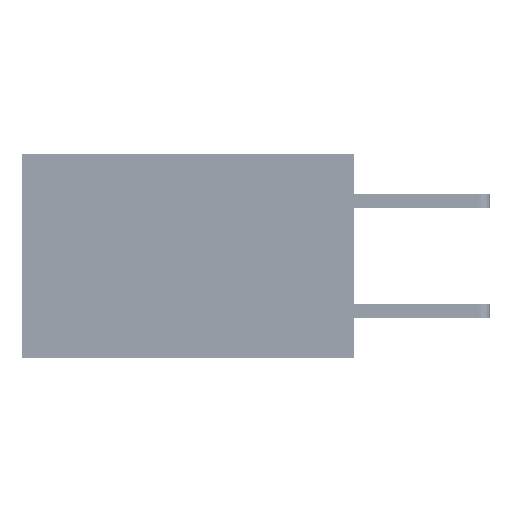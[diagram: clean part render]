
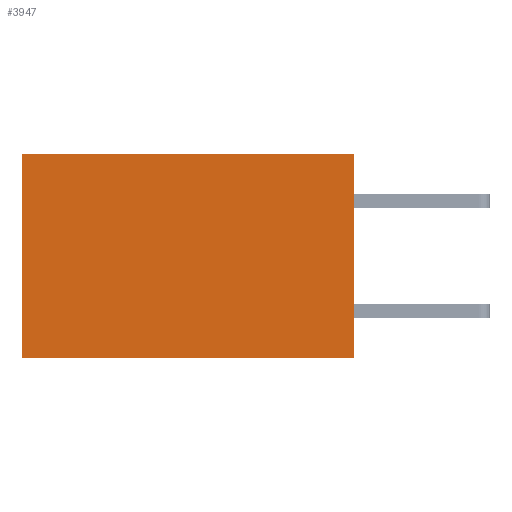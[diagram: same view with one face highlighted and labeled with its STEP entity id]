
A CAD part, left-side view. The second image highlights one B-rep face of the part: STEP entity #3947.
In plain terms, the highlighted planar face has unit normal (-1, 0, 0).
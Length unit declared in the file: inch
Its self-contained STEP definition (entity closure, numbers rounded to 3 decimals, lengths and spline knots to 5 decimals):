
#180 = FACE_OUTER_BOUND ( 'NONE', #28391, .T. ) ;
#511 = LINE ( 'NONE', #33814, #37757 ) ;
#1388 = ORIENTED_EDGE ( 'NONE', *, *, #37548, .T. ) ;
#2051 = VERTEX_POINT ( 'NONE', #16385 ) ;
#3947 = ADVANCED_FACE ( 'NONE', ( #180 ), #31967, .F. ) ;
#5804 = CARTESIAN_POINT ( 'NONE',  ( 0.2875, 0.6, -0.37 ) ) ;
#6374 = VECTOR ( 'NONE', #15061, 39.37008 ) ;
#7744 = VECTOR ( 'NONE', #17545, 39.37008 ) ;
#8282 = DIRECTION ( 'NONE',  ( 0., 1., 0. ) ) ;
#8827 = ORIENTED_EDGE ( 'NONE', *, *, #30492, .T. ) ;
#10331 = LINE ( 'NONE', #26753, #30349 ) ;
#14546 = CARTESIAN_POINT ( 'NONE',  ( 0.2875, 0., -0.37 ) ) ;
#14998 = ORIENTED_EDGE ( 'NONE', *, *, #38859, .F. ) ;
#15061 = DIRECTION ( 'NONE',  ( 0., 0., -1. ) ) ;
#15911 = AXIS2_PLACEMENT_3D ( 'NONE', #28164, #21932, #29083 ) ;
#16385 = CARTESIAN_POINT ( 'NONE',  ( 0.2875, 0.6, 0. ) ) ;
#17545 = DIRECTION ( 'NONE',  ( 0., 1., 0. ) ) ;
#19956 = CARTESIAN_POINT ( 'NONE',  ( 0.2875, 0., -0.37 ) ) ;
#20490 = VERTEX_POINT ( 'NONE', #19956 ) ;
#21932 = DIRECTION ( 'NONE',  ( 1., 0., 0. ) ) ;
#22956 = LINE ( 'NONE', #14546, #7744 ) ;
#23992 = CARTESIAN_POINT ( 'NONE',  ( 0.2875, 0., 0. ) ) ;
#24295 = DIRECTION ( 'NONE',  ( 0., 0., -1. ) ) ;
#24686 = VERTEX_POINT ( 'NONE', #23992 ) ;
#25104 = VERTEX_POINT ( 'NONE', #5804 ) ;
#26050 = EDGE_CURVE ( 'NONE', #20490, #25104, #22956, .T. ) ;
#26753 = CARTESIAN_POINT ( 'NONE',  ( 0.2875, 0., 0. ) ) ;
#28164 = CARTESIAN_POINT ( 'NONE',  ( 0.2875, 0., 0. ) ) ;
#28391 = EDGE_LOOP ( 'NONE', ( #1388, #34853, #14998, #8827 ) ) ;
#28394 = LINE ( 'NONE', #40004, #6374 ) ;
#29083 = DIRECTION ( 'NONE',  ( 0., 0., -1. ) ) ;
#30349 = VECTOR ( 'NONE', #8282, 39.37008 ) ;
#30492 = EDGE_CURVE ( 'NONE', #24686, #2051, #10331, .T. ) ;
#31967 = PLANE ( 'NONE',  #15911 ) ;
#33814 = CARTESIAN_POINT ( 'NONE',  ( 0.2875, 0.6, 0. ) ) ;
#34853 = ORIENTED_EDGE ( 'NONE', *, *, #26050, .F. ) ;
#37548 = EDGE_CURVE ( 'NONE', #2051, #25104, #511, .T. ) ;
#37757 = VECTOR ( 'NONE', #24295, 39.37008 ) ;
#38859 = EDGE_CURVE ( 'NONE', #24686, #20490, #28394, .T. ) ;
#40004 = CARTESIAN_POINT ( 'NONE',  ( 0.2875, 0., 0. ) ) ;
